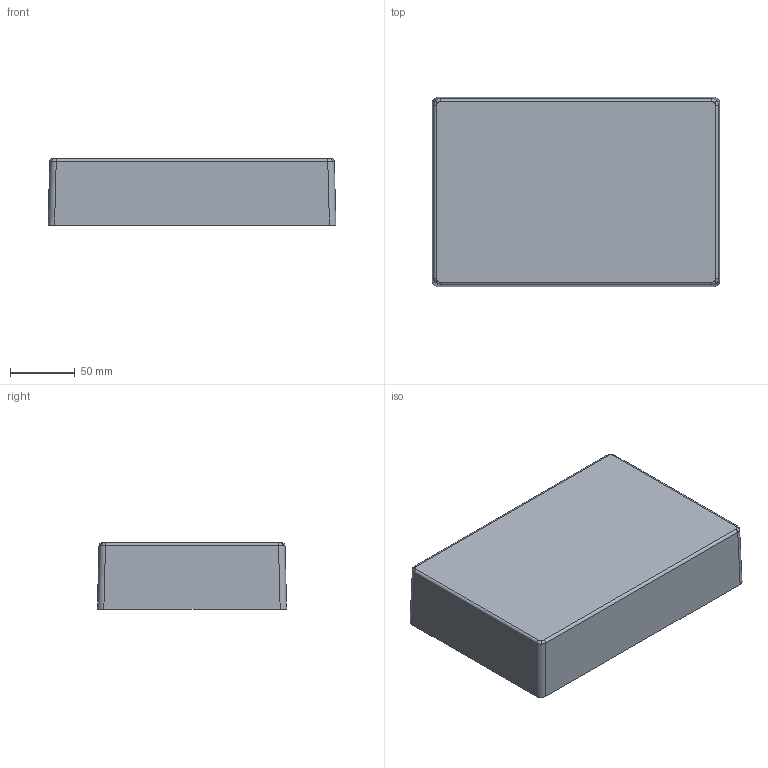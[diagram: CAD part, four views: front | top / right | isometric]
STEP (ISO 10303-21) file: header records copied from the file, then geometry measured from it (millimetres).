
FILE_DESCRIPTION(('FreeCAD Model'),'2;1');
FILE_NAME('Open CASCADE Shape Model','2026-01-14T13:38:00',('Author'),( ''),'Open CASCADE STEP processor 7.7','FreeCAD','Unknown');
FILE_SCHEMA(('AUTOMOTIVE_DESIGN { 1 0 10303 214 1 1 1 1 }'));
Length unit declared in the file: millimetre
Products named in the file (1): 1550G BOX
Bounding box: 222 x 146 x 51 mm (x, y, z)
Volume: 142059.3 mm3; surface area: 135130.4 mm2
Topology: 1 solids, 1 shells, 380 faces, 1003 edges, 652 vertices
Faces by surface type: bspline 180, plane 138, cylinder 48, cone 12, torus 2
Full cylindrical faces by diameter (mm): 3 x6
Entity records: 20815 total; most frequent: CARTESIAN_POINT 12586, ORIENTED_EDGE 2006, DIRECTION 1145, EDGE_CURVE 1003, VERTEX_POINT 652, LINE 543, VECTOR 543, FACE_BOUND 407
